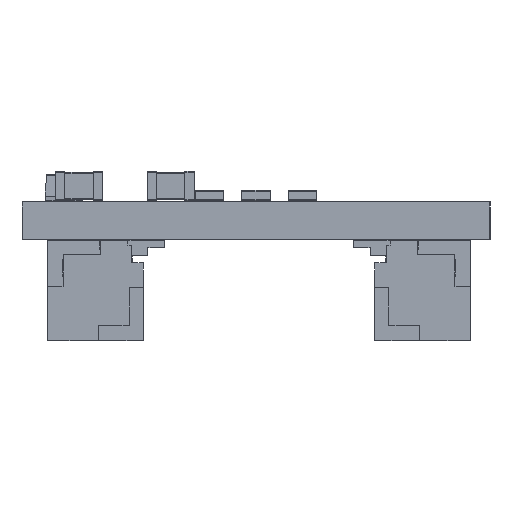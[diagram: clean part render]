
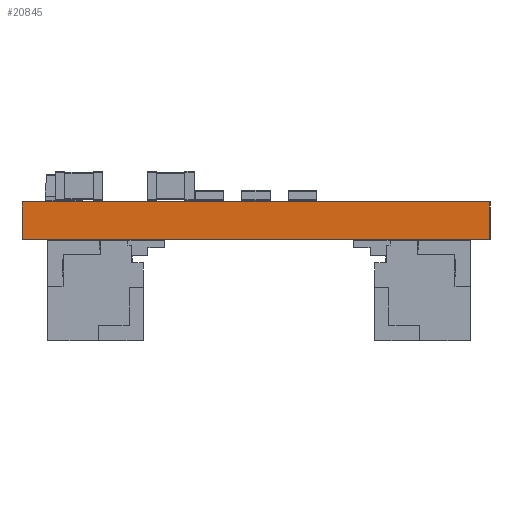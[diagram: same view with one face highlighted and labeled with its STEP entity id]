
A CAD part, left-side view. The second image highlights one B-rep face of the part: STEP entity #20845.
In plain terms, the highlighted planar face has unit normal (-1, 0, 0).
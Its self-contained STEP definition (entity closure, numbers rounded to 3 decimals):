
#20664 = PLANE('',#20665);
#20665 = AXIS2_PLACEMENT_3D('',#20666,#20667,#20668);
#20666 = CARTESIAN_POINT('',(126.746,-81.026,0.));
#20667 = DIRECTION('',(0.,-1.,0.));
#20668 = DIRECTION('',(-1.,0.,0.));
#20689 = VERTEX_POINT('',#20690);
#20690 = CARTESIAN_POINT('',(96.774,-81.026,1.58));
#20704 = PLANE('',#20705);
#20705 = AXIS2_PLACEMENT_3D('',#20706,#20707,#20708);
#20706 = CARTESIAN_POINT('',(111.76,-71.12,1.58));
#20707 = DIRECTION('',(-0.,-0.,-1.));
#20708 = DIRECTION('',(-1.,0.,0.));
#20716 = EDGE_CURVE('',#20717,#20689,#20719,.T.);
#20717 = VERTEX_POINT('',#20718);
#20718 = CARTESIAN_POINT('',(96.774,-81.026,0.));
#20719 = SURFACE_CURVE('',#20720,(#20724,#20731),.PCURVE_S1.);
#20720 = LINE('',#20721,#20722);
#20721 = CARTESIAN_POINT('',(96.774,-81.026,0.));
#20722 = VECTOR('',#20723,1.);
#20723 = DIRECTION('',(0.,0.,1.));
#20724 = PCURVE('',#20664,#20725);
#20725 = DEFINITIONAL_REPRESENTATION('',(#20726),#20730);
#20726 = LINE('',#20727,#20728);
#20727 = CARTESIAN_POINT('',(29.972,0.));
#20728 = VECTOR('',#20729,1.);
#20729 = DIRECTION('',(0.,-1.));
#20730 = ( GEOMETRIC_REPRESENTATION_CONTEXT(2) 
PARAMETRIC_REPRESENTATION_CONTEXT() REPRESENTATION_CONTEXT('2D SPACE',''
  ) );
#20731 = PCURVE('',#20732,#20737);
#20732 = PLANE('',#20733);
#20733 = AXIS2_PLACEMENT_3D('',#20734,#20735,#20736);
#20734 = CARTESIAN_POINT('',(96.774,-81.026,0.));
#20735 = DIRECTION('',(-1.,0.,0.));
#20736 = DIRECTION('',(0.,1.,0.));
#20737 = DEFINITIONAL_REPRESENTATION('',(#20738),#20742);
#20738 = LINE('',#20739,#20740);
#20739 = CARTESIAN_POINT('',(0.,0.));
#20740 = VECTOR('',#20741,1.);
#20741 = DIRECTION('',(0.,-1.));
#20742 = ( GEOMETRIC_REPRESENTATION_CONTEXT(2) 
PARAMETRIC_REPRESENTATION_CONTEXT() REPRESENTATION_CONTEXT('2D SPACE',''
  ) );
#20758 = PLANE('',#20759);
#20759 = AXIS2_PLACEMENT_3D('',#20760,#20761,#20762);
#20760 = CARTESIAN_POINT('',(111.76,-71.12,0.));
#20761 = DIRECTION('',(-0.,-0.,-1.));
#20762 = DIRECTION('',(-1.,0.,0.));
#20791 = PLANE('',#20792);
#20792 = AXIS2_PLACEMENT_3D('',#20793,#20794,#20795);
#20793 = CARTESIAN_POINT('',(96.774,-61.214,0.));
#20794 = DIRECTION('',(0.,1.,0.));
#20795 = DIRECTION('',(1.,0.,0.));
#20845 = ADVANCED_FACE('',(#20846),#20732,.T.);
#20846 = FACE_BOUND('',#20847,.T.);
#20847 = EDGE_LOOP('',(#20848,#20849,#20872,#20895));
#20848 = ORIENTED_EDGE('',*,*,#20716,.T.);
#20849 = ORIENTED_EDGE('',*,*,#20850,.T.);
#20850 = EDGE_CURVE('',#20689,#20851,#20853,.T.);
#20851 = VERTEX_POINT('',#20852);
#20852 = CARTESIAN_POINT('',(96.774,-61.214,1.58));
#20853 = SURFACE_CURVE('',#20854,(#20858,#20865),.PCURVE_S1.);
#20854 = LINE('',#20855,#20856);
#20855 = CARTESIAN_POINT('',(96.774,-81.026,1.58));
#20856 = VECTOR('',#20857,1.);
#20857 = DIRECTION('',(0.,1.,0.));
#20858 = PCURVE('',#20732,#20859);
#20859 = DEFINITIONAL_REPRESENTATION('',(#20860),#20864);
#20860 = LINE('',#20861,#20862);
#20861 = CARTESIAN_POINT('',(0.,-1.58));
#20862 = VECTOR('',#20863,1.);
#20863 = DIRECTION('',(1.,0.));
#20864 = ( GEOMETRIC_REPRESENTATION_CONTEXT(2) 
PARAMETRIC_REPRESENTATION_CONTEXT() REPRESENTATION_CONTEXT('2D SPACE',''
  ) );
#20865 = PCURVE('',#20704,#20866);
#20866 = DEFINITIONAL_REPRESENTATION('',(#20867),#20871);
#20867 = LINE('',#20868,#20869);
#20868 = CARTESIAN_POINT('',(14.986,-9.906));
#20869 = VECTOR('',#20870,1.);
#20870 = DIRECTION('',(0.,1.));
#20871 = ( GEOMETRIC_REPRESENTATION_CONTEXT(2) 
PARAMETRIC_REPRESENTATION_CONTEXT() REPRESENTATION_CONTEXT('2D SPACE',''
  ) );
#20872 = ORIENTED_EDGE('',*,*,#20873,.F.);
#20873 = EDGE_CURVE('',#20874,#20851,#20876,.T.);
#20874 = VERTEX_POINT('',#20875);
#20875 = CARTESIAN_POINT('',(96.774,-61.214,0.));
#20876 = SURFACE_CURVE('',#20877,(#20881,#20888),.PCURVE_S1.);
#20877 = LINE('',#20878,#20879);
#20878 = CARTESIAN_POINT('',(96.774,-61.214,0.));
#20879 = VECTOR('',#20880,1.);
#20880 = DIRECTION('',(0.,0.,1.));
#20881 = PCURVE('',#20732,#20882);
#20882 = DEFINITIONAL_REPRESENTATION('',(#20883),#20887);
#20883 = LINE('',#20884,#20885);
#20884 = CARTESIAN_POINT('',(19.812,0.));
#20885 = VECTOR('',#20886,1.);
#20886 = DIRECTION('',(0.,-1.));
#20887 = ( GEOMETRIC_REPRESENTATION_CONTEXT(2) 
PARAMETRIC_REPRESENTATION_CONTEXT() REPRESENTATION_CONTEXT('2D SPACE',''
  ) );
#20888 = PCURVE('',#20791,#20889);
#20889 = DEFINITIONAL_REPRESENTATION('',(#20890),#20894);
#20890 = LINE('',#20891,#20892);
#20891 = CARTESIAN_POINT('',(0.,0.));
#20892 = VECTOR('',#20893,1.);
#20893 = DIRECTION('',(0.,-1.));
#20894 = ( GEOMETRIC_REPRESENTATION_CONTEXT(2) 
PARAMETRIC_REPRESENTATION_CONTEXT() REPRESENTATION_CONTEXT('2D SPACE',''
  ) );
#20895 = ORIENTED_EDGE('',*,*,#20896,.F.);
#20896 = EDGE_CURVE('',#20717,#20874,#20897,.T.);
#20897 = SURFACE_CURVE('',#20898,(#20902,#20909),.PCURVE_S1.);
#20898 = LINE('',#20899,#20900);
#20899 = CARTESIAN_POINT('',(96.774,-81.026,0.));
#20900 = VECTOR('',#20901,1.);
#20901 = DIRECTION('',(0.,1.,0.));
#20902 = PCURVE('',#20732,#20903);
#20903 = DEFINITIONAL_REPRESENTATION('',(#20904),#20908);
#20904 = LINE('',#20905,#20906);
#20905 = CARTESIAN_POINT('',(0.,0.));
#20906 = VECTOR('',#20907,1.);
#20907 = DIRECTION('',(1.,0.));
#20908 = ( GEOMETRIC_REPRESENTATION_CONTEXT(2) 
PARAMETRIC_REPRESENTATION_CONTEXT() REPRESENTATION_CONTEXT('2D SPACE',''
  ) );
#20909 = PCURVE('',#20758,#20910);
#20910 = DEFINITIONAL_REPRESENTATION('',(#20911),#20915);
#20911 = LINE('',#20912,#20913);
#20912 = CARTESIAN_POINT('',(14.986,-9.906));
#20913 = VECTOR('',#20914,1.);
#20914 = DIRECTION('',(0.,1.));
#20915 = ( GEOMETRIC_REPRESENTATION_CONTEXT(2) 
PARAMETRIC_REPRESENTATION_CONTEXT() REPRESENTATION_CONTEXT('2D SPACE',''
  ) );
